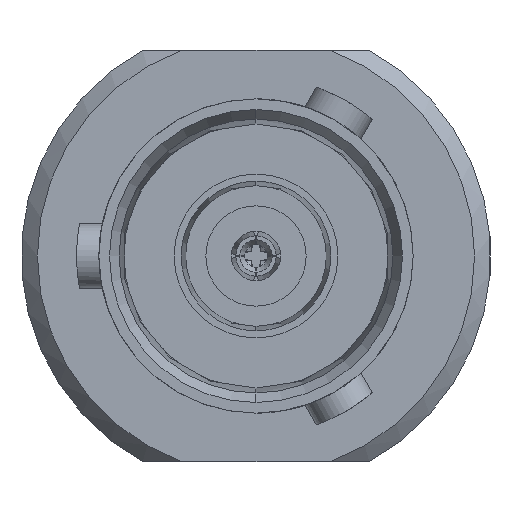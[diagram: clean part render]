
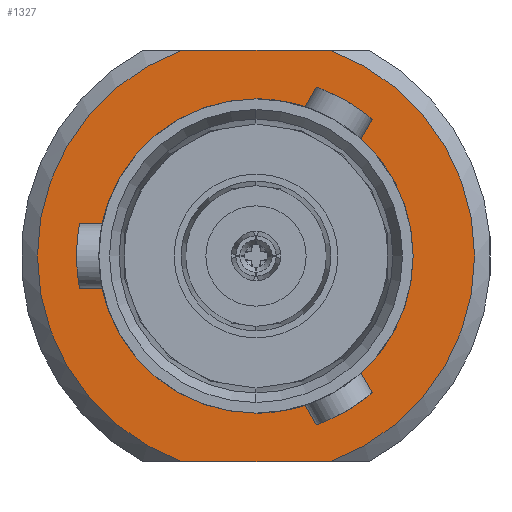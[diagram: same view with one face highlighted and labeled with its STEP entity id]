
A CAD part, left-side view. The second image highlights one B-rep face of the part: STEP entity #1327.
In plain terms, the highlighted face is planar.
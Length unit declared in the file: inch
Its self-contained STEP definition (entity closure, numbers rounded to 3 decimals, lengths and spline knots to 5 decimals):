
#167 = FACE_OUTER_BOUND ( 'NONE', #1947, .T. ) ;
#168 = DIRECTION ( 'NONE',  ( 1., 0., 0. ) ) ;
#238 = CARTESIAN_POINT ( 'NONE',  ( -0.45276, 0., 0. ) ) ;
#265 = CARTESIAN_POINT ( 'NONE',  ( -0.45276, 0., 0. ) ) ;
#411 = EDGE_CURVE ( 'NONE', #4494, #2631, #3274, .T. ) ;
#619 = AXIS2_PLACEMENT_3D ( 'NONE', #745, #2339, #3453 ) ;
#647 = VECTOR ( 'NONE', #1058, 39.37008 ) ;
#708 = AXIS2_PLACEMENT_3D ( 'NONE', #3432, #2578, #5001 ) ;
#740 = VERTEX_POINT ( 'NONE', #3599 ) ;
#745 = CARTESIAN_POINT ( 'NONE',  ( -0.45276, 0., 0. ) ) ;
#1058 = DIRECTION ( 'NONE',  ( 0., 1., 0. ) ) ;
#1067 = CARTESIAN_POINT ( 'NONE',  ( -0.45276, 0.09012, -0.25 ) ) ;
#1212 = ORIENTED_EDGE ( 'NONE', *, *, #2003, .F. ) ;
#1327 = ADVANCED_FACE ( 'NONE', ( #4979, #167 ), #5033, .F. ) ;
#1437 = DIRECTION ( 'NONE',  ( 0., 0., -1. ) ) ;
#1516 = CARTESIAN_POINT ( 'NONE',  ( -0.45276, 0.26575, 0.25 ) ) ;
#1643 = CIRCLE ( 'NONE', #1726, 0.191 ) ;
#1691 = ORIENTED_EDGE ( 'NONE', *, *, #3298, .T. ) ;
#1726 = AXIS2_PLACEMENT_3D ( 'NONE', #238, #1836, #1437 ) ;
#1836 = DIRECTION ( 'NONE',  ( 1., 0., 0. ) ) ;
#1861 = DIRECTION ( 'NONE',  ( 0., 0., -1. ) ) ;
#1947 = EDGE_LOOP ( 'NONE', ( #3947, #3886, #3667, #1691 ) ) ;
#2003 = EDGE_CURVE ( 'NONE', #2905, #4943, #1643, .T. ) ;
#2233 = AXIS2_PLACEMENT_3D ( 'NONE', #265, #3345, #1861 ) ;
#2339 = DIRECTION ( 'NONE',  ( 1., 0., 0. ) ) ;
#2358 = CARTESIAN_POINT ( 'NONE',  ( -0.45276, 0., -0.191 ) ) ;
#2365 = VERTEX_POINT ( 'NONE', #1067 ) ;
#2551 = CARTESIAN_POINT ( 'NONE',  ( -0.45276, 0., 0. ) ) ;
#2578 = DIRECTION ( 'NONE',  ( -1., 0., 0. ) ) ;
#2631 = VERTEX_POINT ( 'NONE', #4774 ) ;
#2656 = CIRCLE ( 'NONE', #4247, 0.191 ) ;
#2889 = CIRCLE ( 'NONE', #2233, 0.26575 ) ;
#2905 = VERTEX_POINT ( 'NONE', #2358 ) ;
#3096 = DIRECTION ( 'NONE',  ( 0., -1., 0. ) ) ;
#3274 = CIRCLE ( 'NONE', #619, 0.26575 ) ;
#3298 = EDGE_CURVE ( 'NONE', #740, #4494, #4349, .T. ) ;
#3345 = DIRECTION ( 'NONE',  ( 1., 0., 0. ) ) ;
#3362 = CARTESIAN_POINT ( 'NONE',  ( -0.45276, 0., 0.191 ) ) ;
#3383 = EDGE_LOOP ( 'NONE', ( #1212, #3759 ) ) ;
#3432 = CARTESIAN_POINT ( 'NONE',  ( -0.45276, 0.26575, 0. ) ) ;
#3453 = DIRECTION ( 'NONE',  ( 0., 0., -1. ) ) ;
#3492 = LINE ( 'NONE', #4284, #647 ) ;
#3599 = CARTESIAN_POINT ( 'NONE',  ( -0.45276, 0.09012, 0.25 ) ) ;
#3667 = ORIENTED_EDGE ( 'NONE', *, *, #4074, .T. ) ;
#3718 = VECTOR ( 'NONE', #3096, 39.37008 ) ;
#3759 = ORIENTED_EDGE ( 'NONE', *, *, #4269, .F. ) ;
#3886 = ORIENTED_EDGE ( 'NONE', *, *, #4348, .T. ) ;
#3947 = ORIENTED_EDGE ( 'NONE', *, *, #411, .T. ) ;
#4074 = EDGE_CURVE ( 'NONE', #2365, #740, #2889, .T. ) ;
#4247 = AXIS2_PLACEMENT_3D ( 'NONE', #2551, #168, #4833 ) ;
#4269 = EDGE_CURVE ( 'NONE', #4943, #2905, #2656, .T. ) ;
#4284 = CARTESIAN_POINT ( 'NONE',  ( -0.45276, 0.26575, -0.25 ) ) ;
#4348 = EDGE_CURVE ( 'NONE', #2631, #2365, #3492, .T. ) ;
#4349 = LINE ( 'NONE', #1516, #3718 ) ;
#4494 = VERTEX_POINT ( 'NONE', #4657 ) ;
#4657 = CARTESIAN_POINT ( 'NONE',  ( -0.45276, -0.09012, 0.25 ) ) ;
#4774 = CARTESIAN_POINT ( 'NONE',  ( -0.45276, -0.09012, -0.25 ) ) ;
#4833 = DIRECTION ( 'NONE',  ( 0., 0., -1. ) ) ;
#4943 = VERTEX_POINT ( 'NONE', #3362 ) ;
#4979 = FACE_BOUND ( 'NONE', #3383, .T. ) ;
#5001 = DIRECTION ( 'NONE',  ( 0., 0., 1. ) ) ;
#5033 = PLANE ( 'NONE',  #708 ) ;
